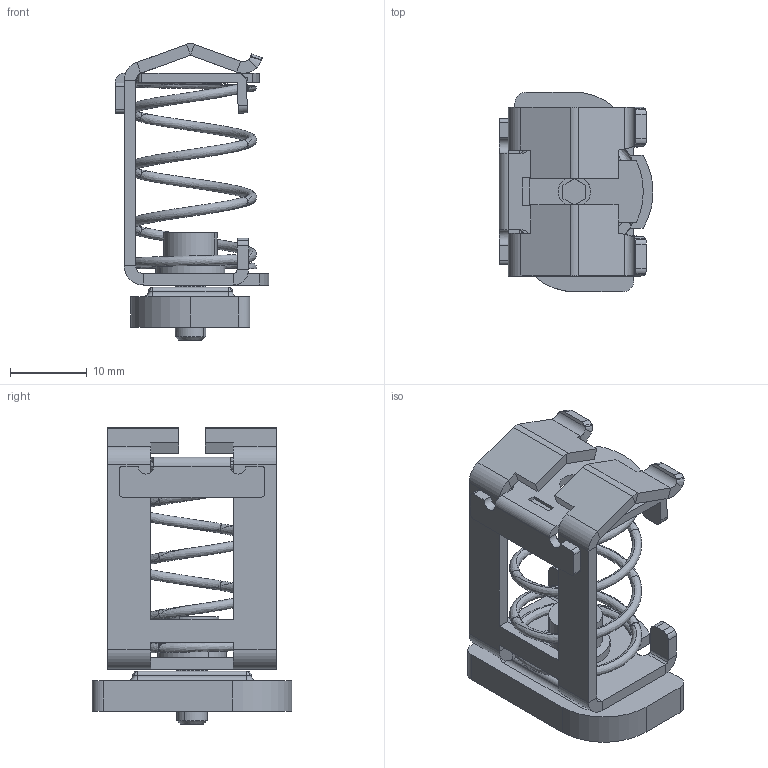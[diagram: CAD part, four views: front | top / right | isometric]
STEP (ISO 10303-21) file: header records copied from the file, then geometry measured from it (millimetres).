
FILE_DESCRIPTION(('CATIA V5 STEP Exchange','CAx-IF Rec.Pracs.--- Model Styling and Organization---1.4--- 2014-01-23'),'2;1');
FILE_NAME ('D1449619_1', '2023-06-23T08:06:39+00:00', ('none'), ('Weidmueller'), 'CATIA Version 5-6 Release 2016 SP3 HF44', 'CATIA V5 STEP AP214', 'none');
FILE_SCHEMA(('AUTOMOTIVE_DESIGN { 1 0 10303 214 1 1 1 1 }'));
Length unit declared in the file: millimetre
Products named in the file (1): 1167850000
Bounding box: 20.06 x 26 x 38.65 mm (x, y, z)
Volume: 3876.4 mm3; surface area: 5575.4 mm2
Topology: 3 solids, 3 shells, 312 faces, 825 edges, 502 vertices
Faces by surface type: plane 139, cylinder 102, bspline 35, cone 20, sphere 12, torus 4
Entity records: 15292 total; most frequent: CARTESIAN_POINT 8413, ORIENTED_EDGE 1634, DIRECTION 1074, EDGE_CURVE 817, VERTEX_POINT 502, AXIS2_PLACEMENT_3D 422, VECTOR 413, LINE 413
